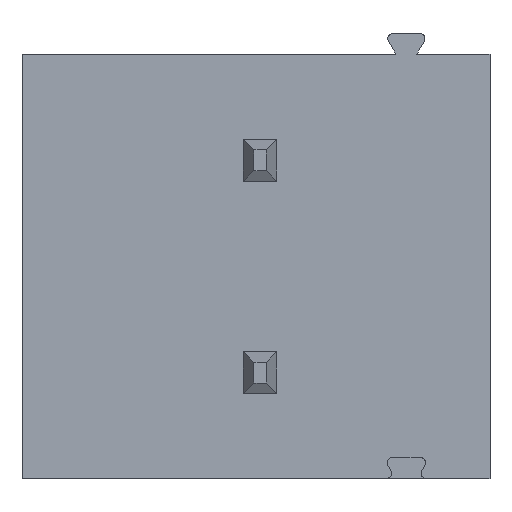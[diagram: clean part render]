
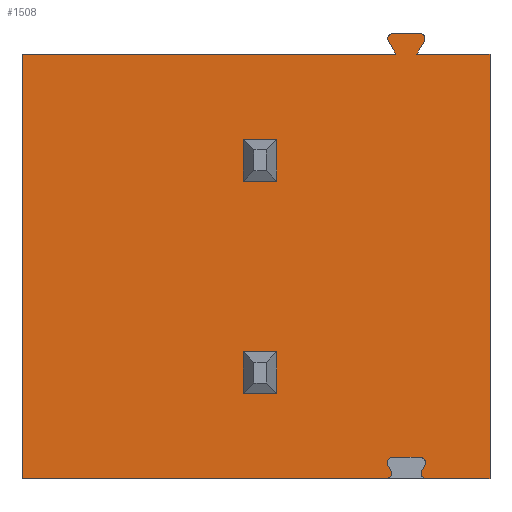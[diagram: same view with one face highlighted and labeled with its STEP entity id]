
A CAD part, front view. The second image highlights one B-rep face of the part: STEP entity #1508.
In plain terms, the highlighted planar face has unit normal (0, -1, 0).
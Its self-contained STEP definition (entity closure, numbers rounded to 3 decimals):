
#21=DIRECTION('',(1.,0.,0.));
#22=VECTOR('',#21,1.515);
#23=CARTESIAN_POINT('',(4.082,-9.,-7.62));
#24=LINE('',#23,#22);
#58=DIRECTION('',(1.,0.,0.));
#59=VECTOR('',#58,8.715);
#60=CARTESIAN_POINT('',(-5.603,-9.,-7.62));
#61=LINE('',#60,#59);
#102=DIRECTION('',(0.5,0.,-0.866));
#103=VECTOR('',#102,0.139);
#104=CARTESIAN_POINT('',(3.155,-9.,-7.305));
#105=LINE('',#104,#103);
#106=CARTESIAN_POINT('',(3.112,-9.,-7.49));
#107=DIRECTION('',(0.,-1.,0.));
#108=DIRECTION('',(0.,0.,-1.));
#109=AXIS2_PLACEMENT_3D('',#106,#107,#108);
#111=DIRECTION('',(0.,0.,1.));
#112=VECTOR('',#111,10.16);
#113=CARTESIAN_POINT('',(-5.603,-9.,-7.62));
#114=LINE('',#113,#112);
#115=DIRECTION('',(0.5,0.,-0.866));
#116=VECTOR('',#115,0.352);
#117=CARTESIAN_POINT('',(3.171,-9.,2.845));
#118=LINE('',#117,#116);
#119=CARTESIAN_POINT('',(3.283,-9.,2.91));
#120=DIRECTION('',(0.,-1.,0.));
#121=DIRECTION('',(0.,0.,1.));
#122=AXIS2_PLACEMENT_3D('',#119,#120,#121);
#124=DIRECTION('',(-1.,0.,0.));
#125=VECTOR('',#124,0.627);
#126=CARTESIAN_POINT('',(3.91,-9.,3.04));
#127=LINE('',#126,#125);
#128=CARTESIAN_POINT('',(3.91,-9.,2.91));
#129=DIRECTION('',(0.,-1.,0.));
#130=DIRECTION('',(0.866,0.,-0.5));
#131=AXIS2_PLACEMENT_3D('',#128,#129,#130);
#133=DIRECTION('',(0.5,0.,0.866));
#134=VECTOR('',#133,0.352);
#135=CARTESIAN_POINT('',(3.847,-9.,2.54));
#136=LINE('',#135,#134);
#137=CARTESIAN_POINT('',(4.082,-9.,-7.49));
#138=DIRECTION('',(0.,-1.,0.));
#139=DIRECTION('',(-0.866,0.,0.5));
#140=AXIS2_PLACEMENT_3D('',#137,#138,#139);
#142=DIRECTION('',(0.5,0.,0.866));
#143=VECTOR('',#142,0.139);
#144=CARTESIAN_POINT('',(3.969,-9.,-7.425));
#145=LINE('',#144,#143);
#146=CARTESIAN_POINT('',(3.926,-9.,-7.24));
#147=DIRECTION('',(0.,-1.,0.));
#148=DIRECTION('',(0.866,0.,-0.5));
#149=AXIS2_PLACEMENT_3D('',#146,#147,#148);
#151=DIRECTION('',(-1.,0.,0.));
#152=VECTOR('',#151,0.659);
#153=CARTESIAN_POINT('',(3.926,-9.,-7.11));
#154=LINE('',#153,#152);
#155=CARTESIAN_POINT('',(3.268,-9.,-7.24));
#156=DIRECTION('',(0.,-1.,0.));
#157=DIRECTION('',(0.,0.,1.));
#158=AXIS2_PLACEMENT_3D('',#155,#156,#157);
#160=DIRECTION('',(-1.,0.,0.));
#161=VECTOR('',#160,0.8);
#162=CARTESIAN_POINT('',(0.497,-9.,0.5));
#163=LINE('',#162,#161);
#164=DIRECTION('',(0.,0.,-1.));
#165=VECTOR('',#164,1.);
#166=CARTESIAN_POINT('',(-0.303,-9.,0.5));
#167=LINE('',#166,#165);
#168=DIRECTION('',(-1.,0.,0.));
#169=VECTOR('',#168,0.8);
#170=CARTESIAN_POINT('',(0.497,-9.,-0.5));
#171=LINE('',#170,#169);
#172=DIRECTION('',(0.,0.,-1.));
#173=VECTOR('',#172,1.);
#174=CARTESIAN_POINT('',(0.497,-9.,0.5));
#175=LINE('',#174,#173);
#176=DIRECTION('',(-1.,0.,0.));
#177=VECTOR('',#176,0.8);
#178=CARTESIAN_POINT('',(0.497,-9.,-4.58));
#179=LINE('',#178,#177);
#180=DIRECTION('',(0.,0.,-1.));
#181=VECTOR('',#180,1.);
#182=CARTESIAN_POINT('',(-0.303,-9.,-4.58));
#183=LINE('',#182,#181);
#184=DIRECTION('',(-1.,0.,0.));
#185=VECTOR('',#184,0.8);
#186=CARTESIAN_POINT('',(0.497,-9.,-5.58));
#187=LINE('',#186,#185);
#188=DIRECTION('',(0.,0.,-1.));
#189=VECTOR('',#188,1.);
#190=CARTESIAN_POINT('',(0.497,-9.,-4.58));
#191=LINE('',#190,#189);
#270=DIRECTION('',(0.,0.,1.));
#271=VECTOR('',#270,10.16);
#272=CARTESIAN_POINT('',(5.597,-9.,-7.62));
#273=LINE('',#272,#271);
#314=DIRECTION('',(1.,0.,0.));
#315=VECTOR('',#314,8.95);
#316=CARTESIAN_POINT('',(-5.603,-9.,2.54));
#317=LINE('',#316,#315);
#351=DIRECTION('',(1.,0.,0.));
#352=VECTOR('',#351,1.75);
#353=CARTESIAN_POINT('',(3.847,-9.,2.54));
#354=LINE('',#353,#352);
#1081=CARTESIAN_POINT('',(5.597,-9.,-7.62));
#1083=VERTEX_POINT('',#1081);
#1097=CARTESIAN_POINT('',(-5.603,-9.,-7.62));
#1098=VERTEX_POINT('',#1097);
#1099=CARTESIAN_POINT('',(5.597,-9.,2.54));
#1101=VERTEX_POINT('',#1099);
#1115=CARTESIAN_POINT('',(-5.603,-9.,2.54));
#1116=VERTEX_POINT('',#1115);
#1137=CARTESIAN_POINT('',(3.91,-9.,3.04));
#1138=CARTESIAN_POINT('',(3.283,-9.,3.04));
#1139=VERTEX_POINT('',#1137);
#1140=VERTEX_POINT('',#1138);
#1141=CARTESIAN_POINT('',(3.171,-9.,2.845));
#1142=VERTEX_POINT('',#1141);
#1143=CARTESIAN_POINT('',(4.023,-9.,2.845));
#1144=VERTEX_POINT('',#1143);
#1157=CARTESIAN_POINT('',(3.347,-9.,2.54));
#1158=VERTEX_POINT('',#1157);
#1159=CARTESIAN_POINT('',(3.847,-9.,2.54));
#1160=VERTEX_POINT('',#1159);
#1177=CARTESIAN_POINT('',(3.112,-9.,-7.62));
#1178=VERTEX_POINT('',#1177);
#1179=CARTESIAN_POINT('',(4.082,-9.,-7.62));
#1180=VERTEX_POINT('',#1179);
#1181=CARTESIAN_POINT('',(3.155,-9.,-7.305));
#1182=CARTESIAN_POINT('',(3.224,-9.,-7.425));
#1183=VERTEX_POINT('',#1181);
#1184=VERTEX_POINT('',#1182);
#1185=CARTESIAN_POINT('',(3.969,-9.,-7.425));
#1186=VERTEX_POINT('',#1185);
#1187=CARTESIAN_POINT('',(4.039,-9.,-7.305));
#1188=VERTEX_POINT('',#1187);
#1189=CARTESIAN_POINT('',(3.926,-9.,-7.11));
#1190=VERTEX_POINT('',#1189);
#1191=CARTESIAN_POINT('',(3.268,-9.,-7.11));
#1192=VERTEX_POINT('',#1191);
#1221=CARTESIAN_POINT('',(0.497,-9.,0.5));
#1222=CARTESIAN_POINT('',(-0.303,-9.,0.5));
#1223=VERTEX_POINT('',#1221);
#1224=VERTEX_POINT('',#1222);
#1225=CARTESIAN_POINT('',(0.497,-9.,-0.5));
#1226=CARTESIAN_POINT('',(-0.303,-9.,-0.5));
#1227=VERTEX_POINT('',#1225);
#1228=VERTEX_POINT('',#1226);
#1325=CARTESIAN_POINT('',(0.497,-9.,-4.58));
#1326=VERTEX_POINT('',#1325);
#1327=CARTESIAN_POINT('',(-0.303,-9.,-4.58));
#1328=VERTEX_POINT('',#1327);
#1329=CARTESIAN_POINT('',(0.497,-9.,-5.58));
#1330=VERTEX_POINT('',#1329);
#1331=CARTESIAN_POINT('',(-0.303,-9.,-5.58));
#1332=VERTEX_POINT('',#1331);
#1448=CARTESIAN_POINT('',(-5.603,-9.,-7.62));
#1449=DIRECTION('',(0.,-1.,0.));
#1450=DIRECTION('',(1.,0.,0.));
#1451=AXIS2_PLACEMENT_3D('',#1448,#1449,#1450);
#1452=PLANE('',#1451);
#1454=ORIENTED_EDGE('',*,*,#1453,.T.);
#1455=ORIENTED_EDGE('',*,*,#1440,.F.);
#1456=ORIENTED_EDGE('',*,*,#1404,.F.);
#1458=ORIENTED_EDGE('',*,*,#1457,.T.);
#1460=ORIENTED_EDGE('',*,*,#1459,.T.);
#1462=ORIENTED_EDGE('',*,*,#1461,.F.);
#1464=ORIENTED_EDGE('',*,*,#1463,.F.);
#1466=ORIENTED_EDGE('',*,*,#1465,.F.);
#1468=ORIENTED_EDGE('',*,*,#1467,.F.);
#1470=ORIENTED_EDGE('',*,*,#1469,.F.);
#1472=ORIENTED_EDGE('',*,*,#1471,.T.);
#1474=ORIENTED_EDGE('',*,*,#1473,.F.);
#1475=ORIENTED_EDGE('',*,*,#1386,.F.);
#1477=ORIENTED_EDGE('',*,*,#1476,.F.);
#1479=ORIENTED_EDGE('',*,*,#1478,.T.);
#1481=ORIENTED_EDGE('',*,*,#1480,.T.);
#1483=ORIENTED_EDGE('',*,*,#1482,.T.);
#1485=ORIENTED_EDGE('',*,*,#1484,.T.);
#1486=EDGE_LOOP('',(#1454,#1455,#1456,#1458,#1460,#1462,#1464,#1466,#1468,#1470,
#1472,#1474,#1475,#1477,#1479,#1481,#1483,#1485));
#1487=FACE_OUTER_BOUND('',#1486,.F.);
#1489=ORIENTED_EDGE('',*,*,#1488,.T.);
#1491=ORIENTED_EDGE('',*,*,#1490,.T.);
#1493=ORIENTED_EDGE('',*,*,#1492,.F.);
#1495=ORIENTED_EDGE('',*,*,#1494,.F.);
#1496=EDGE_LOOP('',(#1489,#1491,#1493,#1495));
#1497=FACE_BOUND('',#1496,.F.);
#1499=ORIENTED_EDGE('',*,*,#1498,.T.);
#1501=ORIENTED_EDGE('',*,*,#1500,.T.);
#1503=ORIENTED_EDGE('',*,*,#1502,.F.);
#1505=ORIENTED_EDGE('',*,*,#1504,.F.);
#1506=EDGE_LOOP('',(#1499,#1501,#1503,#1505));
#1507=FACE_BOUND('',#1506,.F.);
#110=CIRCLE('',#109,0.13);
#123=CIRCLE('',#122,0.13);
#132=CIRCLE('',#131,0.13);
#141=CIRCLE('',#140,0.13);
#150=CIRCLE('',#149,0.13);
#159=CIRCLE('',#158,0.13);
#1386=EDGE_CURVE('',#1180,#1083,#24,.T.);
#1404=EDGE_CURVE('',#1098,#1178,#61,.T.);
#1440=EDGE_CURVE('',#1178,#1184,#110,.T.);
#1453=EDGE_CURVE('',#1183,#1184,#105,.T.);
#1457=EDGE_CURVE('',#1098,#1116,#114,.T.);
#1459=EDGE_CURVE('',#1116,#1158,#317,.T.);
#1461=EDGE_CURVE('',#1142,#1158,#118,.T.);
#1463=EDGE_CURVE('',#1140,#1142,#123,.T.);
#1465=EDGE_CURVE('',#1139,#1140,#127,.T.);
#1467=EDGE_CURVE('',#1144,#1139,#132,.T.);
#1469=EDGE_CURVE('',#1160,#1144,#136,.T.);
#1471=EDGE_CURVE('',#1160,#1101,#354,.T.);
#1473=EDGE_CURVE('',#1083,#1101,#273,.T.);
#1476=EDGE_CURVE('',#1186,#1180,#141,.T.);
#1478=EDGE_CURVE('',#1186,#1188,#145,.T.);
#1480=EDGE_CURVE('',#1188,#1190,#150,.T.);
#1482=EDGE_CURVE('',#1190,#1192,#154,.T.);
#1484=EDGE_CURVE('',#1192,#1183,#159,.T.);
#1488=EDGE_CURVE('',#1223,#1224,#163,.T.);
#1490=EDGE_CURVE('',#1224,#1228,#167,.T.);
#1492=EDGE_CURVE('',#1227,#1228,#171,.T.);
#1494=EDGE_CURVE('',#1223,#1227,#175,.T.);
#1498=EDGE_CURVE('',#1326,#1328,#179,.T.);
#1500=EDGE_CURVE('',#1328,#1332,#183,.T.);
#1502=EDGE_CURVE('',#1330,#1332,#187,.T.);
#1504=EDGE_CURVE('',#1326,#1330,#191,.T.);
#1508=ADVANCED_FACE('',(#1487,#1497,#1507),#1452,.T.);
